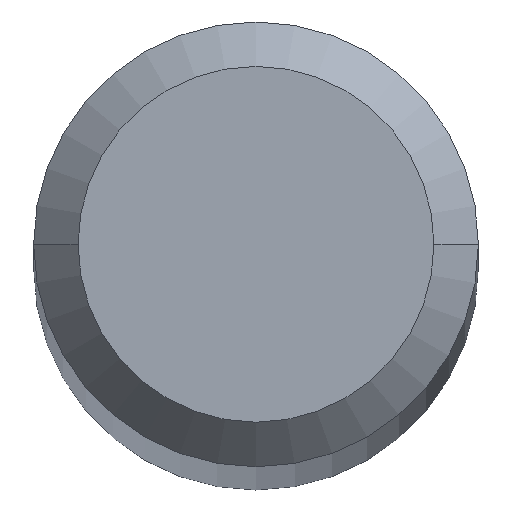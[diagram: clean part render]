
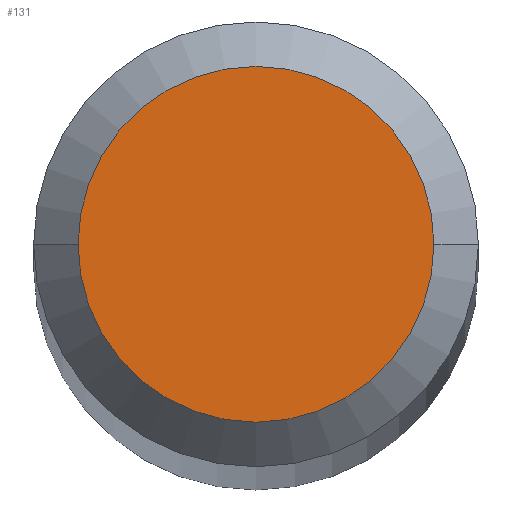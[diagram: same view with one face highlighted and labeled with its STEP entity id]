
A CAD part, top view. The second image highlights one B-rep face of the part: STEP entity #131.
In plain terms, the highlighted planar face has unit normal (0, 0, 1).
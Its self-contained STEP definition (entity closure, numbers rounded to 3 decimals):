
#6 = DIRECTION ( 'NONE',  ( -1., 0., 0. ) ) ;
#7 = ORIENTED_EDGE ( 'NONE', *, *, #176, .T. ) ;
#11 = AXIS2_PLACEMENT_3D ( 'NONE', #185, #143, #161 ) ;
#33 = AXIS2_PLACEMENT_3D ( 'NONE', #199, #201, #6 ) ;
#34 = CIRCLE ( 'NONE', #78, 0.635 ) ;
#53 = DIRECTION ( 'NONE',  ( -1., 0., 0. ) ) ;
#59 = VERTEX_POINT ( 'NONE', #119 ) ;
#69 = PLANE ( 'NONE',  #11 ) ;
#70 = CARTESIAN_POINT ( 'NONE',  ( -0.635, 0., 0. ) ) ;
#78 = AXIS2_PLACEMENT_3D ( 'NONE', #106, #103, #53 ) ;
#89 = VERTEX_POINT ( 'NONE', #70 ) ;
#96 = ORIENTED_EDGE ( 'NONE', *, *, #204, .T. ) ;
#103 = DIRECTION ( 'NONE',  ( 0., 0., 1. ) ) ;
#106 = CARTESIAN_POINT ( 'NONE',  ( 0., 0., 0. ) ) ;
#115 = FACE_OUTER_BOUND ( 'NONE', #144, .T. ) ;
#119 = CARTESIAN_POINT ( 'NONE',  ( 0.635, 0., 0. ) ) ;
#131 = ADVANCED_FACE ( 'NONE', ( #115 ), #69, .F. ) ;
#143 = DIRECTION ( 'NONE',  ( 0., 0., -1. ) ) ;
#144 = EDGE_LOOP ( 'NONE', ( #96, #7 ) ) ;
#161 = DIRECTION ( 'NONE',  ( -1., 0., 0. ) ) ;
#176 = EDGE_CURVE ( 'NONE', #59, #89, #34, .T. ) ;
#185 = CARTESIAN_POINT ( 'NONE',  ( 0., 0.794, 0. ) ) ;
#189 = CIRCLE ( 'NONE', #33, 0.635 ) ;
#199 = CARTESIAN_POINT ( 'NONE',  ( 0., 0., 0. ) ) ;
#201 = DIRECTION ( 'NONE',  ( 0., 0., 1. ) ) ;
#204 = EDGE_CURVE ( 'NONE', #89, #59, #189, .T. ) ;
